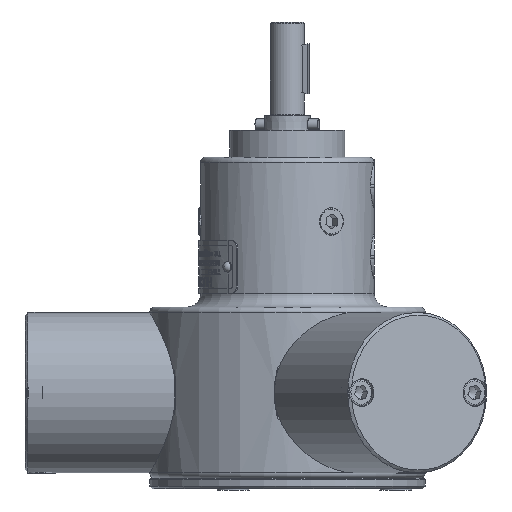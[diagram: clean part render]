
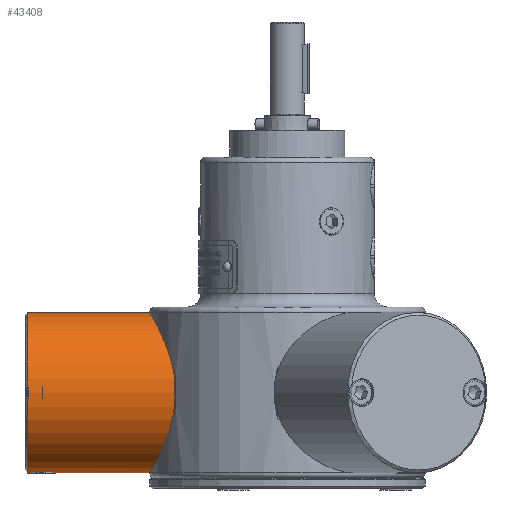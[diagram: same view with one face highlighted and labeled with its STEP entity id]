
A CAD part, left-side view. The second image highlights one B-rep face of the part: STEP entity #43408.
In plain terms, the highlighted cylindrical face has radius 30 mm (diameter 60 mm), a full revolution.
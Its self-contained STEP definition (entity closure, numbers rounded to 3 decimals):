
#1277=FACE_BOUND('',#8960,.T.);
#3818=B_SPLINE_CURVE_WITH_KNOTS('',3,(#90958,#90959,#90960,#90961,#90962,
#90963,#90964,#90965,#90966,#90967,#90968,#90969,#90970,#90971,#90972,#90973,
#90974,#90975,#90976,#90977,#90978,#90979,#90980,#90981,#90982,#90983,#90984,
#90985,#90986,#90987),.UNSPECIFIED.,.T.,.F.,(4,1,1,1,1,1,1,1,1,1,1,1,1,
1,1,1,1,1,1,1,1,1,1,1,1,1,1,4),(-3.231,-3.185,-3.047,
-2.862,-2.839,-2.822,-2.816,
-2.77,-2.724,-2.677,-2.493,
-2.424,-2.401,-2.308,-2.124,
-2.047,-2.,-1.877,-1.816,
-1.754,-1.508,-1.385,-1.2,
-1.108,-1.085,-1.016,-0.831,-0.646),
 .UNSPECIFIED.);
#4212=CYLINDRICAL_SURFACE('',#46543,30.);
#6288=FACE_OUTER_BOUND('',#8959,.T.);
#8959=EDGE_LOOP('',(#37110,#37111,#37112,#37113));
#8960=EDGE_LOOP('',(#37114));
#11797=LINE('',#90995,#14501);
#14501=VECTOR('',#55013,30.);
#16129=CIRCLE('',#46533,30.);
#16135=CIRCLE('',#46544,30.);
#20043=VERTEX_POINT('',#90774);
#20047=VERTEX_POINT('',#90920);
#20051=VERTEX_POINT('',#90993);
#25807=EDGE_CURVE('',#20043,#20043,#16129,.T.);
#25818=EDGE_CURVE('',#20047,#20047,#3818,.T.);
#25821=EDGE_CURVE('',#20051,#20051,#16135,.T.);
#25822=EDGE_CURVE('',#20051,#20043,#11797,.T.);
#37110=ORIENTED_EDGE('',*,*,#25821,.F.);
#37111=ORIENTED_EDGE('',*,*,#25822,.T.);
#37112=ORIENTED_EDGE('',*,*,#25807,.F.);
#37113=ORIENTED_EDGE('',*,*,#25822,.F.);
#37114=ORIENTED_EDGE('',*,*,#25818,.F.);
#43408=ADVANCED_FACE('',(#6288,#1277),#4212,.T.);
#46533=AXIS2_PLACEMENT_3D('',#90776,#54986,#54987);
#46543=AXIS2_PLACEMENT_3D('',#90992,#55009,#55010);
#46544=AXIS2_PLACEMENT_3D('',#90994,#55011,#55012);
#54986=DIRECTION('center_axis',(0.,1.,0.));
#54987=DIRECTION('ref_axis',(1.,0.,0.));
#55009=DIRECTION('center_axis',(0.,-1.,0.));
#55010=DIRECTION('ref_axis',(1.,0.,0.));
#55011=DIRECTION('center_axis',(0.,-1.,0.));
#55012=DIRECTION('ref_axis',(1.,0.,0.));
#55013=DIRECTION('',(0.,1.,0.));
#90774=CARTESIAN_POINT('',(-30.,97.,-32.));
#90776=CARTESIAN_POINT('Origin',(0.,97.,-32.));
#90920=CARTESIAN_POINT('',(0.,96.383,-62.));
#90958=CARTESIAN_POINT('Ctrl Pts',(0.,96.383,-62.));
#90959=CARTESIAN_POINT('Ctrl Pts',(0.157,96.383,-62.));
#90960=CARTESIAN_POINT('Ctrl Pts',(0.796,96.353,-61.996));
#90961=CARTESIAN_POINT('Ctrl Pts',(2.124,95.967,-61.94));
#90962=CARTESIAN_POINT('Ctrl Pts',(3.078,95.194,-61.845));
#90963=CARTESIAN_POINT('Ctrl Pts',(3.555,94.565,-61.789));
#90964=CARTESIAN_POINT('Ctrl Pts',(3.648,94.428,-61.777));
#90965=CARTESIAN_POINT('Ctrl Pts',(3.782,94.22,-61.761));
#90966=CARTESIAN_POINT('Ctrl Pts',(3.954,93.91,-61.739));
#90967=CARTESIAN_POINT('Ctrl Pts',(4.146,93.447,-61.712));
#90968=CARTESIAN_POINT('Ctrl Pts',(4.42,92.479,-61.673));
#90969=CARTESIAN_POINT('Ctrl Pts',(4.419,91.439,-61.673));
#90970=CARTESIAN_POINT('Ctrl Pts',(4.118,90.473,-61.716));
#90971=CARTESIAN_POINT('Ctrl Pts',(3.843,89.862,-61.753));
#90972=CARTESIAN_POINT('Ctrl Pts',(3.266,88.955,-61.826));
#90973=CARTESIAN_POINT('Ctrl Pts',(2.298,88.179,-61.922));
#90974=CARTESIAN_POINT('Ctrl Pts',(1.236,87.777,-61.977));
#90975=CARTESIAN_POINT('Ctrl Pts',(0.37,87.604,-62.002));
#90976=CARTESIAN_POINT('Ctrl Pts',(-0.421,87.603,
-62.002));
#90977=CARTESIAN_POINT('Ctrl Pts',(-1.289,87.795,-61.974));
#90978=CARTESIAN_POINT('Ctrl Pts',(-2.542,88.295,-61.907));
#90979=CARTESIAN_POINT('Ctrl Pts',(-3.671,89.328,-61.779));
#90980=CARTESIAN_POINT('Ctrl Pts',(-4.426,91.246,-61.672));
#90981=CARTESIAN_POINT('Ctrl Pts',(-4.418,92.641,-61.673));
#90982=CARTESIAN_POINT('Ctrl Pts',(-4.065,93.685,-61.724));
#90983=CARTESIAN_POINT('Ctrl Pts',(-3.756,94.277,-61.764));
#90984=CARTESIAN_POINT('Ctrl Pts',(-3.208,95.091,-61.832));
#90985=CARTESIAN_POINT('Ctrl Pts',(-1.997,96.071,-61.952));
#90986=CARTESIAN_POINT('Ctrl Pts',(-0.63,96.383,-62.));
#90987=CARTESIAN_POINT('Ctrl Pts',(0.,96.383,-62.));
#90992=CARTESIAN_POINT('Origin',(0.,98.,-32.));
#90993=CARTESIAN_POINT('',(-30.,42.1,-32.));
#90994=CARTESIAN_POINT('Origin',(0.,42.1,-32.));
#90995=CARTESIAN_POINT('',(-30.,98.,-32.));
